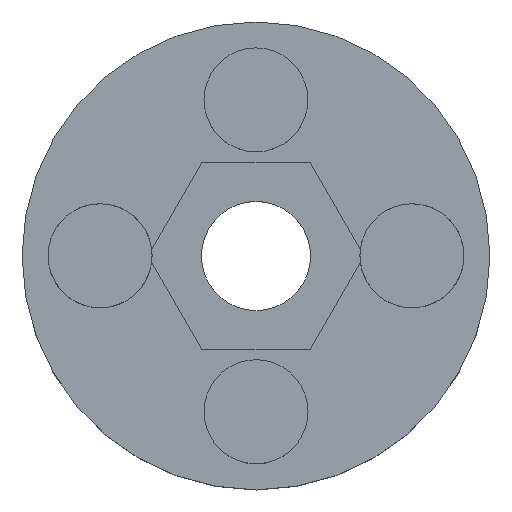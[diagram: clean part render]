
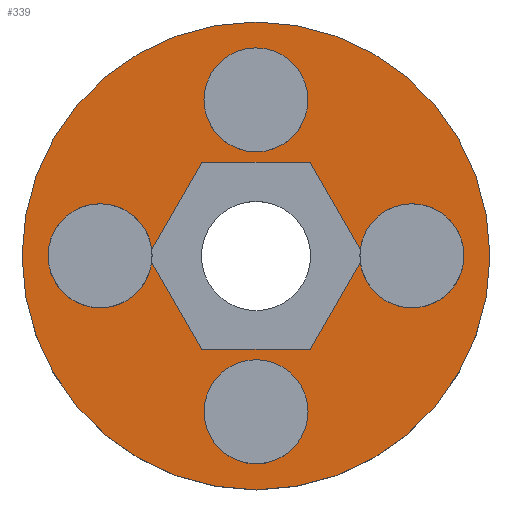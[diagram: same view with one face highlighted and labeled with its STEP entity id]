
A CAD part, top view. The second image highlights one B-rep face of the part: STEP entity #339.
In plain terms, the highlighted planar face has unit normal (0, 0, 1).
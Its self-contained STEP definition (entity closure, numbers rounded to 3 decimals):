
#22=FACE_BOUND('',#68,.T.);
#23=FACE_BOUND('',#69,.T.);
#24=FACE_BOUND('',#70,.T.);
#45=FACE_OUTER_BOUND('',#67,.T.);
#67=EDGE_LOOP('',(#291));
#68=EDGE_LOOP('',(#292,#293,#294,#295,#296,#297,#298,#299,#300));
#69=EDGE_LOOP('',(#301));
#70=EDGE_LOOP('',(#302));
#77=LINE('',#515,#105);
#81=LINE('',#523,#109);
#84=LINE('',#528,#112);
#87=LINE('',#534,#115);
#90=LINE('',#540,#118);
#93=LINE('',#545,#121);
#105=VECTOR('',#410,10.);
#109=VECTOR('',#416,10.);
#112=VECTOR('',#421,10.);
#115=VECTOR('',#426,10.);
#118=VECTOR('',#431,10.);
#121=VECTOR('',#436,10.);
#134=CIRCLE('',#370,2.);
#136=CIRCLE('',#374,2.);
#137=CIRCLE('',#375,2.);
#139=CIRCLE('',#379,2.);
#141=CIRCLE('',#383,2.);
#144=CIRCLE('',#389,9.);
#145=VERTEX_POINT('',#498);
#146=VERTEX_POINT('',#499);
#148=VERTEX_POINT('',#505);
#150=VERTEX_POINT('',#508);
#152=VERTEX_POINT('',#514);
#155=VERTEX_POINT('',#522);
#158=VERTEX_POINT('',#533);
#160=VERTEX_POINT('',#539);
#165=VERTEX_POINT('',#559);
#167=VERTEX_POINT('',#567);
#169=VERTEX_POINT('',#574);
#172=VERTEX_POINT('',#585);
#180=EDGE_CURVE('',#152,#150,#77,.T.);
#184=EDGE_CURVE('',#155,#152,#81,.T.);
#187=EDGE_CURVE('',#145,#155,#84,.T.);
#190=EDGE_CURVE('',#158,#146,#87,.T.);
#193=EDGE_CURVE('',#160,#158,#90,.T.);
#196=EDGE_CURVE('',#148,#160,#93,.T.);
#201=EDGE_CURVE('',#150,#148,#134,.T.);
#204=EDGE_CURVE('',#146,#165,#136,.T.);
#205=EDGE_CURVE('',#165,#145,#137,.T.);
#208=EDGE_CURVE('',#167,#167,#139,.T.);
#211=EDGE_CURVE('',#169,#169,#141,.T.);
#216=EDGE_CURVE('',#172,#172,#144,.T.);
#291=ORIENTED_EDGE('',*,*,#216,.T.);
#292=ORIENTED_EDGE('',*,*,#180,.T.);
#293=ORIENTED_EDGE('',*,*,#201,.T.);
#294=ORIENTED_EDGE('',*,*,#196,.T.);
#295=ORIENTED_EDGE('',*,*,#193,.T.);
#296=ORIENTED_EDGE('',*,*,#190,.T.);
#297=ORIENTED_EDGE('',*,*,#204,.T.);
#298=ORIENTED_EDGE('',*,*,#205,.T.);
#299=ORIENTED_EDGE('',*,*,#187,.T.);
#300=ORIENTED_EDGE('',*,*,#184,.T.);
#301=ORIENTED_EDGE('',*,*,#208,.T.);
#302=ORIENTED_EDGE('',*,*,#211,.T.);
#318=PLANE('',#390);
#339=ADVANCED_FACE('',(#45,#22,#23,#24),#318,.T.);
#370=AXIS2_PLACEMENT_3D('',#554,#447,#448);
#374=AXIS2_PLACEMENT_3D('',#561,#456,#457);
#375=AXIS2_PLACEMENT_3D('',#562,#458,#459);
#379=AXIS2_PLACEMENT_3D('',#569,#467,#468);
#383=AXIS2_PLACEMENT_3D('',#576,#476,#477);
#389=AXIS2_PLACEMENT_3D('',#587,#490,#491);
#390=AXIS2_PLACEMENT_3D('',#588,#492,#493);
#410=DIRECTION('',(0.5,-0.866,0.));
#416=DIRECTION('',(1.,0.,0.));
#421=DIRECTION('',(0.5,0.866,0.));
#426=DIRECTION('',(-0.5,0.866,0.));
#431=DIRECTION('',(-1.,0.,0.));
#436=DIRECTION('',(-0.5,-0.866,0.));
#447=DIRECTION('center_axis',(0.,0.,-1.));
#448=DIRECTION('ref_axis',(1.,0.,0.));
#456=DIRECTION('center_axis',(0.,0.,-1.));
#457=DIRECTION('ref_axis',(1.,0.,0.));
#458=DIRECTION('center_axis',(0.,0.,-1.));
#459=DIRECTION('ref_axis',(1.,0.,0.));
#467=DIRECTION('center_axis',(0.,0.,-1.));
#468=DIRECTION('ref_axis',(1.,0.,0.));
#476=DIRECTION('center_axis',(0.,0.,-1.));
#477=DIRECTION('ref_axis',(1.,0.,0.));
#490=DIRECTION('center_axis',(0.,0.,1.));
#491=DIRECTION('ref_axis',(1.,0.,0.));
#492=DIRECTION('center_axis',(0.,0.,1.));
#493=DIRECTION('ref_axis',(1.,0.,0.));
#498=CARTESIAN_POINT('',(-4.015,0.245,0.));
#499=CARTESIAN_POINT('',(-4.015,-0.246,0.));
#505=CARTESIAN_POINT('',(4.015,-0.245,0.));
#508=CARTESIAN_POINT('',(4.015,0.246,0.));
#514=CARTESIAN_POINT('',(2.078,3.6,0.));
#515=CARTESIAN_POINT('',(2.598,2.7,0.));
#522=CARTESIAN_POINT('',(-2.078,3.6,0.));
#523=CARTESIAN_POINT('',(-1.039,3.6,0.));
#528=CARTESIAN_POINT('',(-3.637,0.9,0.));
#533=CARTESIAN_POINT('',(-2.078,-3.6,0.));
#534=CARTESIAN_POINT('',(-2.598,-2.7,0.));
#539=CARTESIAN_POINT('',(2.078,-3.6,0.));
#540=CARTESIAN_POINT('',(1.039,-3.6,0.));
#545=CARTESIAN_POINT('',(3.637,-0.9,0.));
#554=CARTESIAN_POINT('Origin',(6.,0.001,0.));
#559=CARTESIAN_POINT('',(-8.,-0.001,0.));
#561=CARTESIAN_POINT('Origin',(-6.,-0.001,
0.));
#562=CARTESIAN_POINT('Origin',(-6.,-0.001,
0.));
#567=CARTESIAN_POINT('',(-2.001,6.,0.));
#569=CARTESIAN_POINT('Origin',(-0.001,6.,0.));
#574=CARTESIAN_POINT('',(-1.999,-6.,0.));
#576=CARTESIAN_POINT('Origin',(0.001,-6.,0.));
#585=CARTESIAN_POINT('',(-9.,0.,0.));
#587=CARTESIAN_POINT('Origin',(0.,0.,0.));
#588=CARTESIAN_POINT('Origin',(0.,0.,0.));
